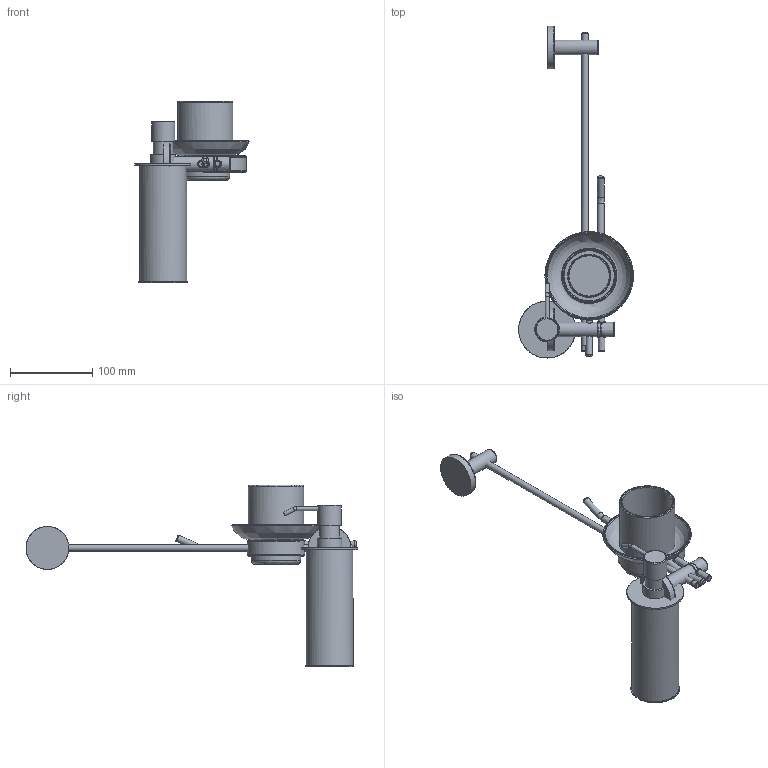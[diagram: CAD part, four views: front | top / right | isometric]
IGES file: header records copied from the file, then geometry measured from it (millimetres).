
Global section: file name: HACOMDI003.igs; native system: NX V1847; preprocessor: SIEMENS PLM Software NX 1855; author: LUO; date: 20200221.161105; units: millimetre
Bounding box: 139.09 x 402.5 x 220 mm (x, y, z)
Surface area: 202250.8 mm2 (no closed solid volume)
Topology: 0 solids, 0 shells, 148 faces, 1940 edges, 1818 vertices
Faces by surface type: bspline 148
